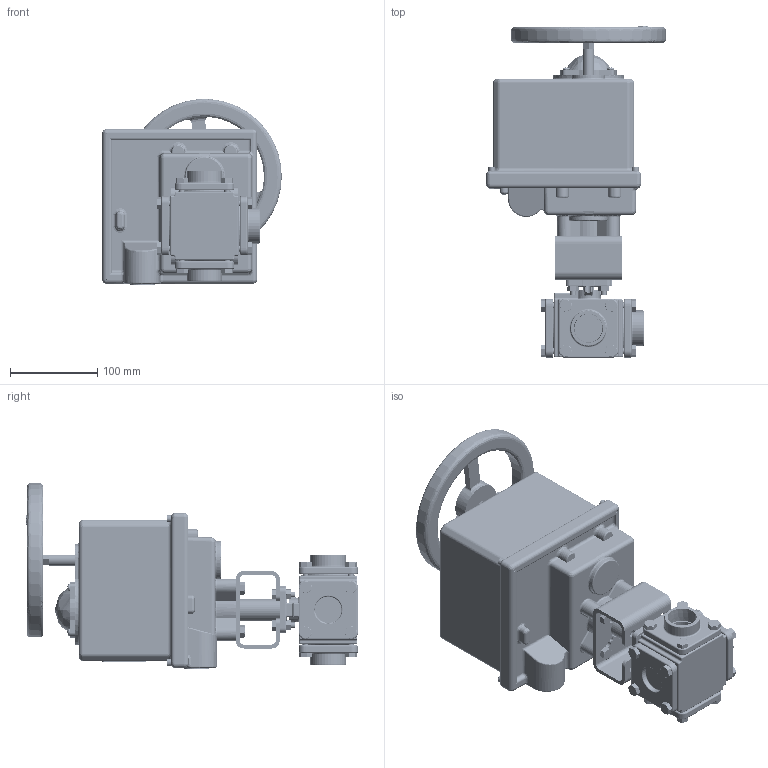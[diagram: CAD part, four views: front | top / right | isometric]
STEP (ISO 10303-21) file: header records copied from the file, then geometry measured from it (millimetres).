
FILE_DESCRIPTION (( 'STEP AP203' ), '1' );
FILE_NAME ('3W21F-100-PT_ER-6.STEP', '2018-01-25T14:06:28', ( '' ), ( '' ), 'SwSTEP 2.0', 'SolidWorks 2014', '' );
FILE_SCHEMA (( 'CONFIG_CONTROL_DESIGN' ));
Products named in the file (1): 3W21F-100-PT_ER-6
Bounding box: 206.35 x 381.22 x 213.64 mm (x, y, z)
Surface area: 617166.2 mm2 (no closed solid volume)
Topology: 0 solids, 55 shells, 3257 faces, 8219 edges, 5090 vertices
Faces by surface type: cylinder 1498, plane 871, cone 459, bspline 304, torus 91, sphere 34
Entity records: 135183 total; most frequent: CARTESIAN_POINT 63668, ORIENTED_EDGE 16324, DIRECTION 13573, EDGE_CURVE 8164, AXIS2_PLACEMENT_3D 5190, VERTEX_POINT 5090, EDGE_LOOP 3468, ADVANCED_FACE 3257
